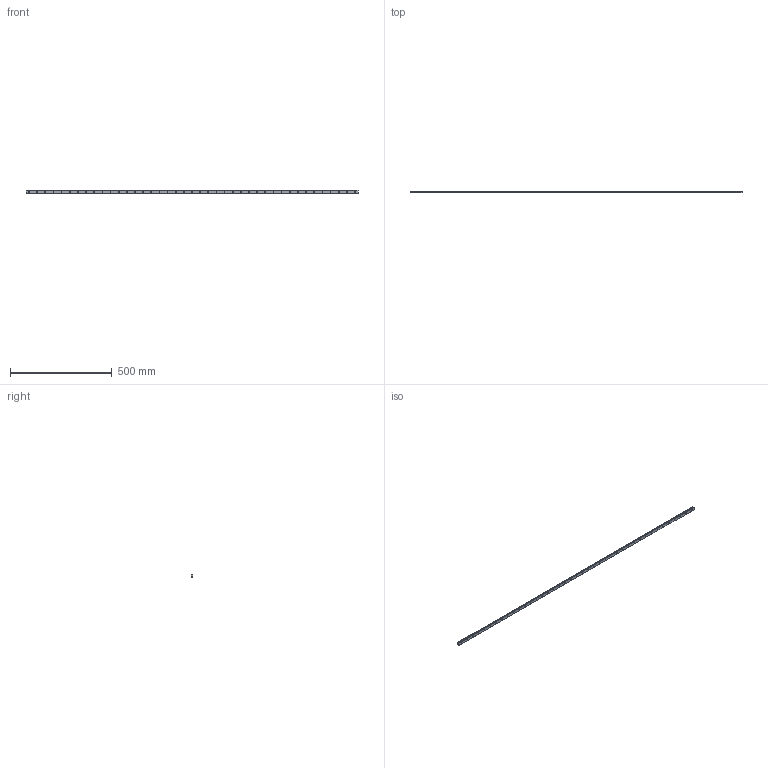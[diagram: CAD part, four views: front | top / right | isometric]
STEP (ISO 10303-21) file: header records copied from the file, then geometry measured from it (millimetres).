
FILE_DESCRIPTION (( 'STEP AP214' ), '1' );
FILE_NAME ('SRS15MSS-1630LTM_G15_0_0_0_0_0_1.STEP', '2021-08-11T11:54:32', ( '' ), ( '' ), 'SwSTEP 2.0', 'SolidWorks 2021', '' );
FILE_SCHEMA (( 'AUTOMOTIVE_DESIGN' ));
Length unit declared in the file: millimetre
Products named in the file (2): SRS15MSS-1630LTM_G15_0_0_0_0_0_1; _SRS15M163015 Track
Assembly tree (1 placements, depth 2):
  SRS15MSS-1630LTM_G15_0_0_0_0_0_1
    _SRS15M163015 Track
Bounding box: 1630 x 9.5 x 15 mm (x, y, z)
Volume: 197497.7 mm3; surface area: 83602.3 mm2
Topology: 1 solids, 1 shells, 237 faces, 582 edges, 388 vertices
Faces by surface type: cylinder 171, plane 66
Entity records: 7408 total; most frequent: DIRECTION 1406, CARTESIAN_POINT 1211, ORIENTED_EDGE 1164, AXIS2_PLACEMENT_3D 583, EDGE_CURVE 582, VERTEX_POINT 388, EDGE_LOOP 360, CIRCLE 342
